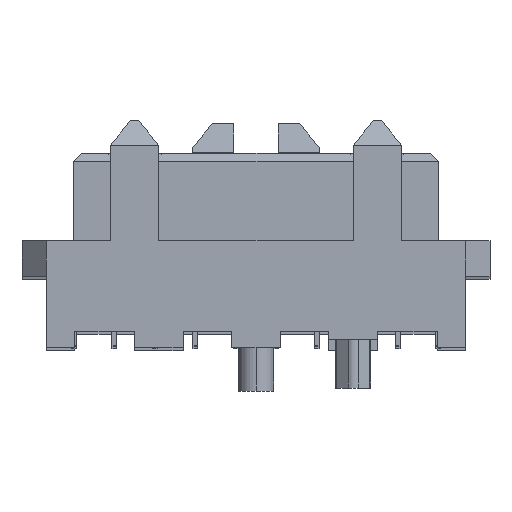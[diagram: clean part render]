
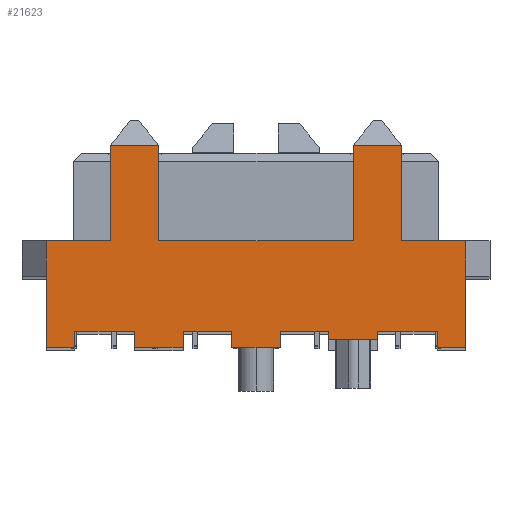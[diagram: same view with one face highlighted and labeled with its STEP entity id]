
A CAD part, top view. The second image highlights one B-rep face of the part: STEP entity #21623.
In plain terms, the highlighted planar face has unit normal (0, 0, 1).
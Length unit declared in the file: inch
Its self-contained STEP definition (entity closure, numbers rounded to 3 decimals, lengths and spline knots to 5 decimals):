
#544=DIRECTION('',(1.,0.,0.));
#545=VECTOR('',#544,0.079);
#546=CARTESIAN_POINT('',(0.13,0.044,-0.652));
#547=LINE('',#546,#545);
#568=DIRECTION('',(0.,-1.,0.));
#569=VECTOR('',#568,0.044);
#570=CARTESIAN_POINT('',(0.209,0.044,-0.652));
#571=LINE('',#570,#569);
#576=DIRECTION('',(0.,1.,0.));
#577=VECTOR('',#576,0.118);
#578=CARTESIAN_POINT('',(-0.17,0.044,-0.652));
#579=LINE('',#578,#577);
#580=DIRECTION('',(0.,1.,0.));
#581=VECTOR('',#580,0.118);
#582=CARTESIAN_POINT('',(0.13,0.044,-0.652));
#583=LINE('',#582,#581);
#584=DIRECTION('',(1.,0.,0.));
#585=VECTOR('',#584,0.035);
#586=CARTESIAN_POINT('',(0.174,-0.088,-0.652));
#587=LINE('',#586,#585);
#588=DIRECTION('',(0.,-1.,0.));
#589=VECTOR('',#588,0.02);
#590=CARTESIAN_POINT('',(0.174,-0.068,-0.652));
#591=LINE('',#590,#589);
#592=DIRECTION('',(1.,0.,0.));
#593=VECTOR('',#592,0.074);
#594=CARTESIAN_POINT('',(0.1,-0.068,-0.652));
#595=LINE('',#594,#593);
#596=DIRECTION('',(0.,1.,0.));
#597=VECTOR('',#596,0.01);
#598=CARTESIAN_POINT('',(0.1,-0.078,-0.652));
#599=LINE('',#598,#597);
#600=DIRECTION('',(0.,-1.,0.));
#601=VECTOR('',#600,0.01);
#602=CARTESIAN_POINT('',(0.04,-0.068,-0.652));
#603=LINE('',#602,#601);
#604=DIRECTION('',(1.,0.,0.));
#605=VECTOR('',#604,0.06);
#606=CARTESIAN_POINT('',(-0.02,-0.068,-0.652));
#607=LINE('',#606,#605);
#608=DIRECTION('',(0.,1.,0.));
#609=VECTOR('',#608,0.02);
#610=CARTESIAN_POINT('',(-0.02,-0.088,-0.652));
#611=LINE('',#610,#609);
#612=DIRECTION('',(1.,0.,0.));
#613=VECTOR('',#612,0.06);
#614=CARTESIAN_POINT('',(-0.08,-0.088,-0.652));
#615=LINE('',#614,#613);
#616=DIRECTION('',(0.,-1.,0.));
#617=VECTOR('',#616,0.02);
#618=CARTESIAN_POINT('',(-0.08,-0.068,-0.652));
#619=LINE('',#618,#617);
#620=DIRECTION('',(1.,0.,0.));
#621=VECTOR('',#620,0.06);
#622=CARTESIAN_POINT('',(-0.14,-0.068,-0.652));
#623=LINE('',#622,#621);
#624=DIRECTION('',(0.,1.,0.));
#625=VECTOR('',#624,0.02);
#626=CARTESIAN_POINT('',(-0.14,-0.088,-0.652));
#627=LINE('',#626,#625);
#628=DIRECTION('',(1.,0.,0.));
#629=VECTOR('',#628,0.06);
#630=CARTESIAN_POINT('',(-0.2,-0.088,-0.652));
#631=LINE('',#630,#629);
#632=DIRECTION('',(0.,-1.,0.));
#633=VECTOR('',#632,0.02);
#634=CARTESIAN_POINT('',(-0.2,-0.068,-0.652));
#635=LINE('',#634,#633);
#636=DIRECTION('',(1.,0.,0.));
#637=VECTOR('',#636,0.074);
#638=CARTESIAN_POINT('',(-0.274,-0.068,-0.652));
#639=LINE('',#638,#637);
#640=DIRECTION('',(0.,1.,0.));
#641=VECTOR('',#640,0.02);
#642=CARTESIAN_POINT('',(-0.274,-0.088,-0.652));
#643=LINE('',#642,#641);
#644=DIRECTION('',(1.,0.,0.));
#645=VECTOR('',#644,0.035);
#646=CARTESIAN_POINT('',(-0.309,-0.088,-0.652));
#647=LINE('',#646,#645);
#648=DIRECTION('',(0.,-1.,0.));
#649=VECTOR('',#648,0.088);
#650=CARTESIAN_POINT('',(-0.309,0.,-0.652));
#651=LINE('',#650,#649);
#656=DIRECTION('',(0.,1.,0.));
#657=VECTOR('',#656,0.044);
#658=CARTESIAN_POINT('',(-0.309,0.,-0.652));
#659=LINE('',#658,#657);
#672=DIRECTION('',(1.,0.,0.));
#673=VECTOR('',#672,0.079);
#674=CARTESIAN_POINT('',(-0.309,0.044,-0.652));
#675=LINE('',#674,#673);
#960=DIRECTION('',(0.,1.,0.));
#961=VECTOR('',#960,0.118);
#962=CARTESIAN_POINT('',(0.07,0.044,-0.652));
#963=LINE('',#962,#961);
#1012=DIRECTION('',(1.,0.,0.));
#1013=VECTOR('',#1012,0.06);
#1014=CARTESIAN_POINT('',(0.07,0.162,-0.652));
#1015=LINE('',#1014,#1013);
#1024=DIRECTION('',(1.,0.,0.));
#1025=VECTOR('',#1024,0.24);
#1026=CARTESIAN_POINT('',(-0.17,0.044,-0.652));
#1027=LINE('',#1026,#1025);
#1064=DIRECTION('',(0.,1.,0.));
#1065=VECTOR('',#1064,0.118);
#1066=CARTESIAN_POINT('',(-0.23,0.044,-0.652));
#1067=LINE('',#1066,#1065);
#1116=DIRECTION('',(1.,0.,0.));
#1117=VECTOR('',#1116,0.06);
#1118=CARTESIAN_POINT('',(-0.23,0.162,-0.652));
#1119=LINE('',#1118,#1117);
#1880=DIRECTION('',(0.,-1.,0.));
#1881=VECTOR('',#1880,0.088);
#1882=CARTESIAN_POINT('',(0.209,0.,-0.652));
#1883=LINE('',#1882,#1881);
#2052=DIRECTION('',(-1.,0.,0.));
#2053=VECTOR('',#2052,0.06);
#2054=CARTESIAN_POINT('',(0.1,-0.078,-0.652));
#2055=LINE('',#2054,#2053);
#15775=CARTESIAN_POINT('',(0.07,0.162,-0.652));
#15776=VERTEX_POINT('',#15775);
#15837=CARTESIAN_POINT('',(-0.14,-0.088,-0.652));
#15838=VERTEX_POINT('',#15837);
#15839=CARTESIAN_POINT('',(-0.14,-0.068,-0.652));
#15840=VERTEX_POINT('',#15839);
#16383=CARTESIAN_POINT('',(0.07,0.044,-0.652));
#16384=VERTEX_POINT('',#16383);
#16620=CARTESIAN_POINT('',(0.1,-0.078,-0.652));
#16621=CARTESIAN_POINT('',(0.04,-0.078,-0.652));
#16622=VERTEX_POINT('',#16620);
#16623=VERTEX_POINT('',#16621);
#16792=CARTESIAN_POINT('',(-0.309,0.,-0.652));
#16793=VERTEX_POINT('',#16792);
#16798=CARTESIAN_POINT('',(0.209,0.,-0.652));
#16799=VERTEX_POINT('',#16798);
#17764=CARTESIAN_POINT('',(-0.274,-0.088,-0.652));
#17765=VERTEX_POINT('',#17764);
#17766=CARTESIAN_POINT('',(-0.274,-0.068,-0.652));
#17767=VERTEX_POINT('',#17766);
#17781=CARTESIAN_POINT('',(0.1,-0.068,-0.652));
#17782=VERTEX_POINT('',#17781);
#17783=CARTESIAN_POINT('',(0.174,-0.068,-0.652));
#17784=VERTEX_POINT('',#17783);
#17857=CARTESIAN_POINT('',(-0.2,-0.088,-0.652));
#17858=VERTEX_POINT('',#17857);
#17861=CARTESIAN_POINT('',(0.174,-0.088,-0.652));
#17862=VERTEX_POINT('',#17861);
#17917=CARTESIAN_POINT('',(-0.309,0.044,-0.652));
#17918=CARTESIAN_POINT('',(-0.23,0.044,-0.652));
#17919=VERTEX_POINT('',#17917);
#17920=VERTEX_POINT('',#17918);
#17921=CARTESIAN_POINT('',(-0.23,0.162,-0.652));
#17922=VERTEX_POINT('',#17921);
#17923=CARTESIAN_POINT('',(-0.17,0.162,-0.652));
#17924=VERTEX_POINT('',#17923);
#17925=CARTESIAN_POINT('',(-0.17,0.044,-0.652));
#17926=VERTEX_POINT('',#17925);
#17927=CARTESIAN_POINT('',(0.13,0.162,-0.652));
#17928=VERTEX_POINT('',#17927);
#17929=CARTESIAN_POINT('',(0.13,0.044,-0.652));
#17930=VERTEX_POINT('',#17929);
#17931=CARTESIAN_POINT('',(0.209,0.044,-0.652));
#17932=VERTEX_POINT('',#17931);
#17933=CARTESIAN_POINT('',(0.209,-0.088,-0.652));
#17934=VERTEX_POINT('',#17933);
#17935=CARTESIAN_POINT('',(0.04,-0.068,-0.652));
#17936=VERTEX_POINT('',#17935);
#17937=CARTESIAN_POINT('',(-0.02,-0.068,-0.652));
#17938=VERTEX_POINT('',#17937);
#17939=CARTESIAN_POINT('',(-0.02,-0.088,-0.652));
#17940=VERTEX_POINT('',#17939);
#17941=CARTESIAN_POINT('',(-0.08,-0.088,-0.652));
#17942=VERTEX_POINT('',#17941);
#17943=CARTESIAN_POINT('',(-0.08,-0.068,-0.652));
#17944=VERTEX_POINT('',#17943);
#17945=CARTESIAN_POINT('',(-0.2,-0.068,-0.652));
#17946=VERTEX_POINT('',#17945);
#17947=CARTESIAN_POINT('',(-0.309,-0.088,-0.652));
#17948=VERTEX_POINT('',#17947);
#21558=CARTESIAN_POINT('',(0.239,1.89479,-0.652));
#21559=DIRECTION('',(0.,0.,1.));
#21560=DIRECTION('',(1.,0.,0.));
#21561=AXIS2_PLACEMENT_3D('',#21558,#21559,#21560);
#21562=PLANE('',#21561);
#21564=ORIENTED_EDGE('',*,*,#21563,.T.);
#21566=ORIENTED_EDGE('',*,*,#21565,.T.);
#21568=ORIENTED_EDGE('',*,*,#21567,.T.);
#21570=ORIENTED_EDGE('',*,*,#21569,.T.);
#21572=ORIENTED_EDGE('',*,*,#21571,.F.);
#21574=ORIENTED_EDGE('',*,*,#21573,.T.);
#21576=ORIENTED_EDGE('',*,*,#21575,.T.);
#21578=ORIENTED_EDGE('',*,*,#21577,.T.);
#21580=ORIENTED_EDGE('',*,*,#21579,.F.);
#21581=ORIENTED_EDGE('',*,*,#21526,.T.);
#21582=ORIENTED_EDGE('',*,*,#21550,.T.);
#21584=ORIENTED_EDGE('',*,*,#21583,.T.);
#21586=ORIENTED_EDGE('',*,*,#21585,.F.);
#21588=ORIENTED_EDGE('',*,*,#21587,.F.);
#21590=ORIENTED_EDGE('',*,*,#21589,.F.);
#21592=ORIENTED_EDGE('',*,*,#21591,.F.);
#21594=ORIENTED_EDGE('',*,*,#21593,.T.);
#21596=ORIENTED_EDGE('',*,*,#21595,.F.);
#21598=ORIENTED_EDGE('',*,*,#21597,.F.);
#21600=ORIENTED_EDGE('',*,*,#21599,.F.);
#21602=ORIENTED_EDGE('',*,*,#21601,.F.);
#21604=ORIENTED_EDGE('',*,*,#21603,.F.);
#21606=ORIENTED_EDGE('',*,*,#21605,.F.);
#21608=ORIENTED_EDGE('',*,*,#21607,.F.);
#21610=ORIENTED_EDGE('',*,*,#21609,.F.);
#21612=ORIENTED_EDGE('',*,*,#21611,.F.);
#21614=ORIENTED_EDGE('',*,*,#21613,.F.);
#21616=ORIENTED_EDGE('',*,*,#21615,.F.);
#21618=ORIENTED_EDGE('',*,*,#21617,.F.);
#21620=ORIENTED_EDGE('',*,*,#21619,.F.);
#21621=EDGE_LOOP('',(#21564,#21566,#21568,#21570,#21572,#21574,#21576,#21578,
#21580,#21581,#21582,#21584,#21586,#21588,#21590,#21592,#21594,#21596,#21598,
#21600,#21602,#21604,#21606,#21608,#21610,#21612,#21614,#21616,#21618,#21620));
#21622=FACE_OUTER_BOUND('',#21621,.F.);
#21623=ADVANCED_FACE('',(#21622),#21562,.T.);
#21526=EDGE_CURVE('',#17930,#17932,#547,.T.);
#21550=EDGE_CURVE('',#17932,#16799,#571,.T.);
#21563=EDGE_CURVE('',#16793,#17919,#659,.T.);
#21565=EDGE_CURVE('',#17919,#17920,#675,.T.);
#21567=EDGE_CURVE('',#17920,#17922,#1067,.T.);
#21569=EDGE_CURVE('',#17922,#17924,#1119,.T.);
#21571=EDGE_CURVE('',#17926,#17924,#579,.T.);
#21573=EDGE_CURVE('',#17926,#16384,#1027,.T.);
#21575=EDGE_CURVE('',#16384,#15776,#963,.T.);
#21577=EDGE_CURVE('',#15776,#17928,#1015,.T.);
#21579=EDGE_CURVE('',#17930,#17928,#583,.T.);
#21583=EDGE_CURVE('',#16799,#17934,#1883,.T.);
#21585=EDGE_CURVE('',#17862,#17934,#587,.T.);
#21587=EDGE_CURVE('',#17784,#17862,#591,.T.);
#21589=EDGE_CURVE('',#17782,#17784,#595,.T.);
#21591=EDGE_CURVE('',#16622,#17782,#599,.T.);
#21593=EDGE_CURVE('',#16622,#16623,#2055,.T.);
#21595=EDGE_CURVE('',#17936,#16623,#603,.T.);
#21597=EDGE_CURVE('',#17938,#17936,#607,.T.);
#21599=EDGE_CURVE('',#17940,#17938,#611,.T.);
#21601=EDGE_CURVE('',#17942,#17940,#615,.T.);
#21603=EDGE_CURVE('',#17944,#17942,#619,.T.);
#21605=EDGE_CURVE('',#15840,#17944,#623,.T.);
#21607=EDGE_CURVE('',#15838,#15840,#627,.T.);
#21609=EDGE_CURVE('',#17858,#15838,#631,.T.);
#21611=EDGE_CURVE('',#17946,#17858,#635,.T.);
#21613=EDGE_CURVE('',#17767,#17946,#639,.T.);
#21615=EDGE_CURVE('',#17765,#17767,#643,.T.);
#21617=EDGE_CURVE('',#17948,#17765,#647,.T.);
#21619=EDGE_CURVE('',#16793,#17948,#651,.T.);
